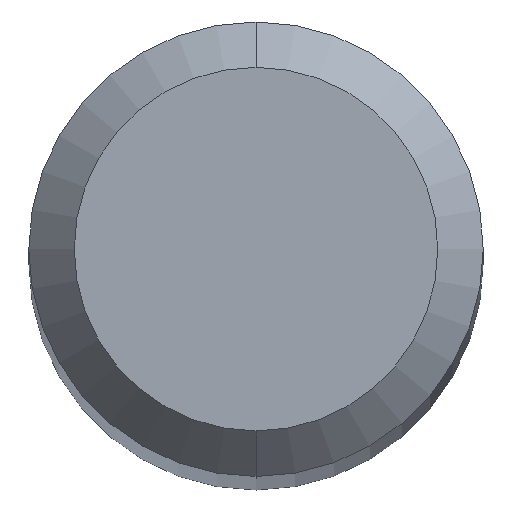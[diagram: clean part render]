
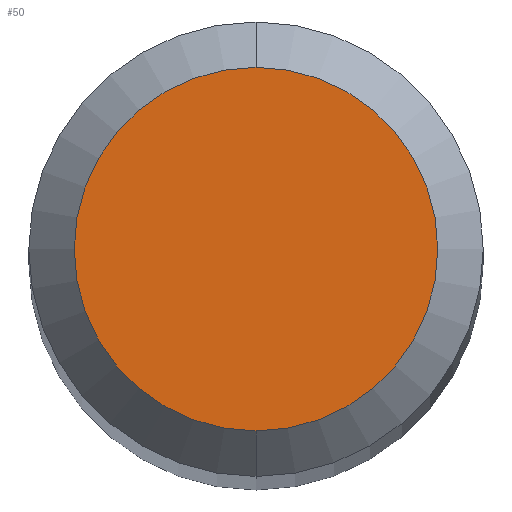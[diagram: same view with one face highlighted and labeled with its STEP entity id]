
A CAD part, top view. The second image highlights one B-rep face of the part: STEP entity #50.
In plain terms, the highlighted planar face has unit normal (0, 0, 1).
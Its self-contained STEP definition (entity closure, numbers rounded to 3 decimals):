
#3 = AXIS2_PLACEMENT_3D ( 'NONE', #194, #133, #179 ) ;
#5 = EDGE_CURVE ( 'NONE', #153, #96, #168, .T. ) ;
#6 = DIRECTION ( 'NONE',  ( 0., 1., 0. ) ) ;
#7 = DIRECTION ( 'NONE',  ( 0., 0., 1. ) ) ;
#24 = AXIS2_PLACEMENT_3D ( 'NONE', #135, #67, #48 ) ;
#41 = AXIS2_PLACEMENT_3D ( 'NONE', #122, #7, #6 ) ;
#45 = CARTESIAN_POINT ( 'NONE',  ( 0., 2.222, 0. ) ) ;
#48 = DIRECTION ( 'NONE',  ( 0., 1., 0. ) ) ;
#50 = ADVANCED_FACE ( 'NONE', ( #104 ), #212, .F. ) ;
#59 = EDGE_CURVE ( 'NONE', #96, #153, #123, .T. ) ;
#67 = DIRECTION ( 'NONE',  ( 0., 0., -1. ) ) ;
#71 = ORIENTED_EDGE ( 'NONE', *, *, #5, .T. ) ;
#81 = ORIENTED_EDGE ( 'NONE', *, *, #59, .T. ) ;
#96 = VERTEX_POINT ( 'NONE', #158 ) ;
#104 = FACE_OUTER_BOUND ( 'NONE', #134, .T. ) ;
#122 = CARTESIAN_POINT ( 'NONE',  ( 0., 0., 0. ) ) ;
#123 = CIRCLE ( 'NONE', #41, 2.222 ) ;
#133 = DIRECTION ( 'NONE',  ( 0., 0., 1. ) ) ;
#134 = EDGE_LOOP ( 'NONE', ( #71, #81 ) ) ;
#135 = CARTESIAN_POINT ( 'NONE',  ( 0., 2.778, 0. ) ) ;
#153 = VERTEX_POINT ( 'NONE', #45 ) ;
#158 = CARTESIAN_POINT ( 'NONE',  ( 0., -2.222, 0. ) ) ;
#168 = CIRCLE ( 'NONE', #3, 2.222 ) ;
#179 = DIRECTION ( 'NONE',  ( 0., 1., 0. ) ) ;
#194 = CARTESIAN_POINT ( 'NONE',  ( 0., 0., 0. ) ) ;
#212 = PLANE ( 'NONE',  #24 ) ;
